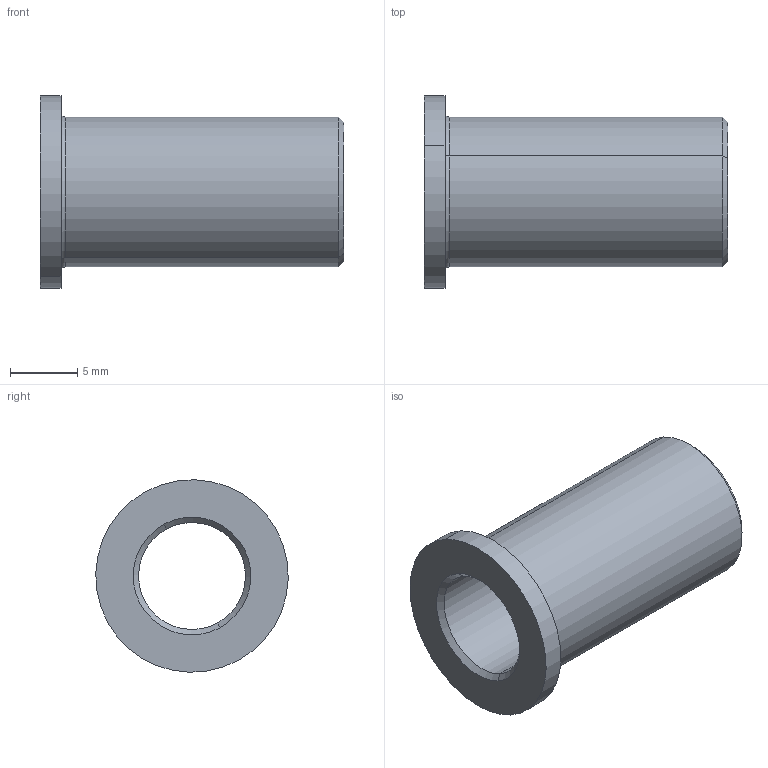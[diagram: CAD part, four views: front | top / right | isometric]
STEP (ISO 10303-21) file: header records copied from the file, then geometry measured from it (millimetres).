
FILE_DESCRIPTION(('CATIA V5 STEP Exchange'),'2;1');
FILE_NAME('Bushing_L21.stp','2018-11-30T18:14:11+00:00',('none'),('none'),'CATIA Version 5 Release 21 GA (IN-10)','CATIA V5 STEP AP203','none');
FILE_SCHEMA(('CONFIG_CONTROL_DESIGN'));
Length unit declared in the file: millimetre
Products named in the file (1): Bague_L21
Bounding box: 22.55 x 14.3 x 14.3 mm (x, y, z)
Volume: 1173 mm3; surface area: 1565.1 mm2
Topology: 1 solids, 1 shells, 17 faces, 34 edges, 20 vertices
Faces by surface type: cylinder 6, cone 6, plane 3, torus 2
Entity records: 455 total; most frequent: CARTESIAN_POINT 69, ORIENTED_EDGE 68, DIRECTION 62, AXIS2_PLACEMENT_3D 37, EDGE_CURVE 34, CIRCLE 22, EDGE_LOOP 20, VERTEX_POINT 20
